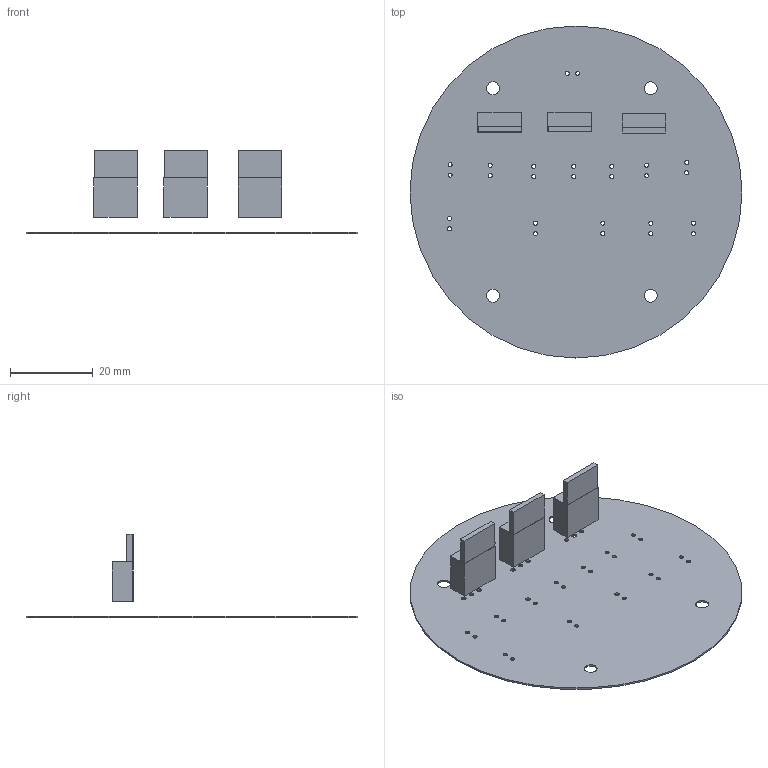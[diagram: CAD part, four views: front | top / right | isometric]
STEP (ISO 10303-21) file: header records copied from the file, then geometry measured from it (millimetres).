
FILE_DESCRIPTION(('Open CASCADE Model'),'2;1');
FILE_NAME('Open CASCADE Shape Model','2024-07-22T15:44:49',('Author'),( 'Open CASCADE'),'Open CASCADE STEP processor 7.5','Open CASCADE 7.5' ,'Unknown');
FILE_SCHEMA(('AUTOMOTIVE_DESIGN { 1 0 10303 214 1 1 1 1 }'));
Length unit declared in the file: millimetre
Products named in the file (10): PCB; Board; Open CASCADE STEP translator 7.5 3.1.1; 12V Reg; 6046013776; Extruded; 6046013856; 9V Reg; 5V Reg
Assembly tree (13 placements, depth 4):
  PCB
    Board
      Open CASCADE STEP translator 7.5 3.1.1
    12V Reg
      6046013776
        Extruded
      6046013856
        Extruded
    9V Reg
      6046013776
        Extruded
      6046013856
        Extruded
    5V Reg
      6046013776
        Extruded
      6046013856
        Extruded
Bounding box: 80 x 80 x 20.11 mm (x, y, z)
Volume: 3727.5 mm3; surface area: 11816 mm2
Topology: 7 solids, 7 shells, 78 faces, 192 edges, 128 vertices
Faces by surface type: cylinder 40, plane 38
Full cylindrical faces by diameter (mm): 0.99 x26, 1.1 x9, 3.1 x4, 80 x1
Entity records: 2117 total; most frequent: DIRECTION 360, CARTESIAN_POINT 308, ORIENTED_EDGE 288, AXIS2_PLACEMENT_3D 148, EDGE_CURVE 144, FACE_BOUND 132, EDGE_LOOP 132, VERTEX_POINT 96
